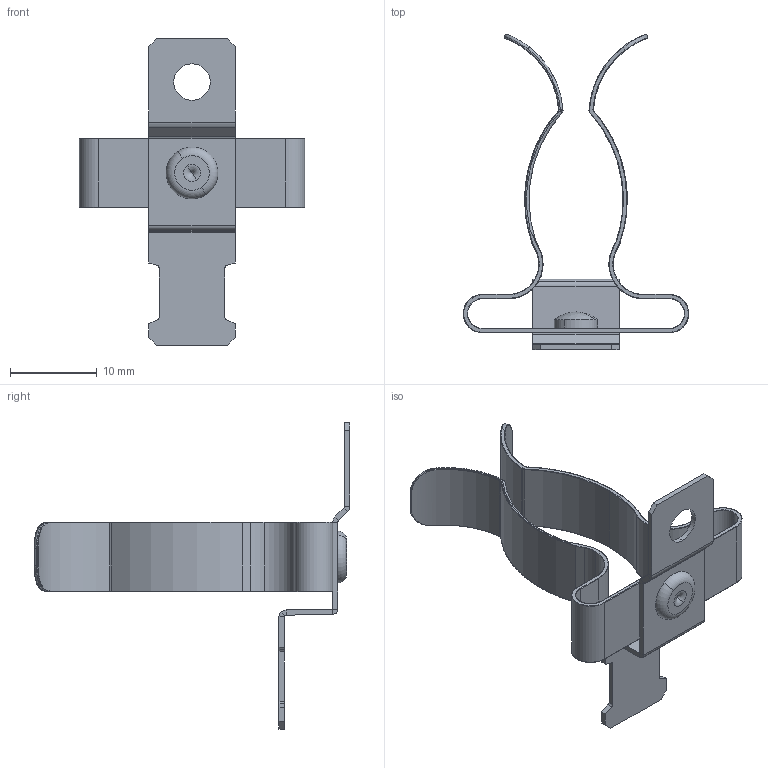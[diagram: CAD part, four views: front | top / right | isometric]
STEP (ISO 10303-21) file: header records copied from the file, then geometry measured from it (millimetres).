
FILE_DESCRIPTION (( 'STEP AP214' ), '1' );
FILE_NAME ('1022-226.STEP', '2024-03-14T08:53:23', ( '' ), ( '' ), 'SwSTEP 2.0', 'SolidWorks 2022', '' );
FILE_SCHEMA (( 'AUTOMOTIVE_DESIGN' ));
Length unit declared in the file: millimetre
Products named in the file (4): 1022-226; 1010-017; 1022-064.; 3x1,5_1mm Blechstärke
Assembly tree (3 placements, depth 2):
  1022-226
    1022-064.
    3x1,5_1mm Blechstärke
    1010-017
Bounding box: 26.02 x 36.49 x 35.4 mm (x, y, z)
Volume: 726.7 mm3; surface area: 2856.9 mm2
Topology: 3 solids, 3 shells, 321 faces, 779 edges, 472 vertices
Faces by surface type: plane 130, bspline 97, cylinder 88, torus 4, sphere 2
Entity records: 12453 total; most frequent: CARTESIAN_POINT 5312, ORIENTED_EDGE 1548, DIRECTION 1329, EDGE_CURVE 774, VERTEX_POINT 472, AXIS2_PLACEMENT_3D 455, VECTOR 419, LINE 419
